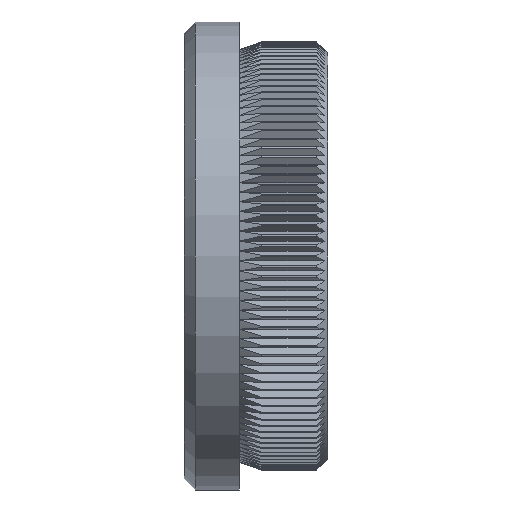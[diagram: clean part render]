
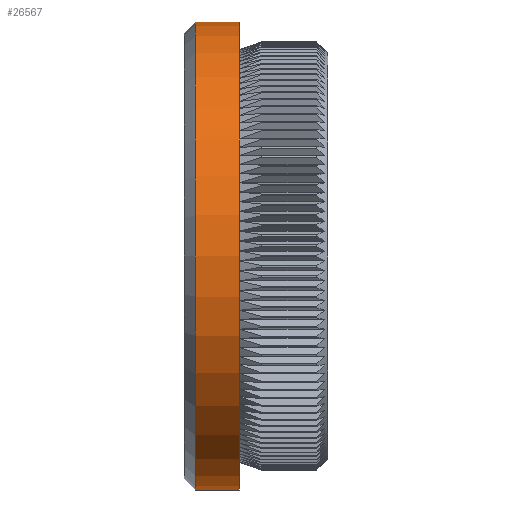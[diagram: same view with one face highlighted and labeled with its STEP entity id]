
A CAD part, left-side view. The second image highlights one B-rep face of the part: STEP entity #26567.
In plain terms, the highlighted cylindrical face has radius 21.2 mm (diameter 42.4 mm), a partial arc.
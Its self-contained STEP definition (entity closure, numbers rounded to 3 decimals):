
#276 = AXIS2_PLACEMENT_3D ( 'NONE', #1351, #24416, #11847 ) ;
#392 = CARTESIAN_POINT ( 'NONE',  ( 0., 8., 0. ) ) ;
#1351 = CARTESIAN_POINT ( 'NONE',  ( 0., 0., 0. ) ) ;
#1872 = DIRECTION ( 'NONE',  ( 0., -1., 0. ) ) ;
#2430 = EDGE_LOOP ( 'NONE', ( #4688, #15121, #24985, #20627 ) ) ;
#2937 = CIRCLE ( 'NONE', #3507, 21.2 ) ;
#3384 = FACE_OUTER_BOUND ( 'NONE', #2430, .T. ) ;
#3507 = AXIS2_PLACEMENT_3D ( 'NONE', #31903, #22007, #14389 ) ;
#4688 = ORIENTED_EDGE ( 'NONE', *, *, #25724, .F. ) ;
#5508 = LINE ( 'NONE', #13749, #23643 ) ;
#6366 = VERTEX_POINT ( 'NONE', #15815 ) ;
#7062 = CARTESIAN_POINT ( 'NONE',  ( 0., 0., 21.2 ) ) ;
#7566 = DIRECTION ( 'NONE',  ( 0., -1., 0. ) ) ;
#8617 = CARTESIAN_POINT ( 'NONE',  ( 0., 8., 21.2 ) ) ;
#9510 = EDGE_CURVE ( 'NONE', #11231, #6366, #5508, .T. ) ;
#11231 = VERTEX_POINT ( 'NONE', #16092 ) ;
#11847 = DIRECTION ( 'NONE',  ( 0., 0., -1. ) ) ;
#13749 = CARTESIAN_POINT ( 'NONE',  ( 0., 0., -21.2 ) ) ;
#14389 = DIRECTION ( 'NONE',  ( 0., 0., 1. ) ) ;
#15121 = ORIENTED_EDGE ( 'NONE', *, *, #15613, .T. ) ;
#15613 = EDGE_CURVE ( 'NONE', #28255, #11231, #2937, .T. ) ;
#15815 = CARTESIAN_POINT ( 'NONE',  ( 0., 8., -21.2 ) ) ;
#16092 = CARTESIAN_POINT ( 'NONE',  ( 0., 12., -21.2 ) ) ;
#18016 = LINE ( 'NONE', #7062, #20394 ) ;
#20394 = VECTOR ( 'NONE', #1872, 1000. ) ;
#20627 = ORIENTED_EDGE ( 'NONE', *, *, #30174, .F. ) ;
#22007 = DIRECTION ( 'NONE',  ( 0., -1., 0. ) ) ;
#23179 = AXIS2_PLACEMENT_3D ( 'NONE', #392, #7566, #25213 ) ;
#23643 = VECTOR ( 'NONE', #28643, 1000. ) ;
#23650 = CARTESIAN_POINT ( 'NONE',  ( 0., 12., 21.2 ) ) ;
#24416 = DIRECTION ( 'NONE',  ( 0., -1., 0. ) ) ;
#24643 = VERTEX_POINT ( 'NONE', #8617 ) ;
#24985 = ORIENTED_EDGE ( 'NONE', *, *, #9510, .T. ) ;
#25213 = DIRECTION ( 'NONE',  ( 0., 0., -1. ) ) ;
#25599 = CIRCLE ( 'NONE', #23179, 21.2 ) ;
#25724 = EDGE_CURVE ( 'NONE', #28255, #24643, #18016, .T. ) ;
#26567 = ADVANCED_FACE ( 'NONE', ( #3384 ), #27048, .T. ) ;
#27048 = CYLINDRICAL_SURFACE ( 'NONE', #276, 21.2 ) ;
#28255 = VERTEX_POINT ( 'NONE', #23650 ) ;
#28643 = DIRECTION ( 'NONE',  ( 0., -1., 0. ) ) ;
#30174 = EDGE_CURVE ( 'NONE', #24643, #6366, #25599, .T. ) ;
#31903 = CARTESIAN_POINT ( 'NONE',  ( 0., 12., 0. ) ) ;
